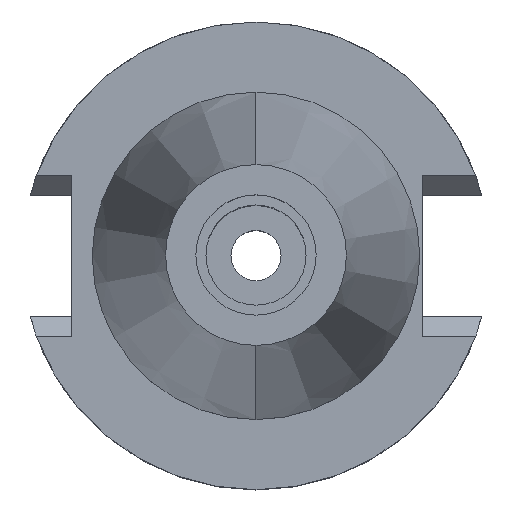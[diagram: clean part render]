
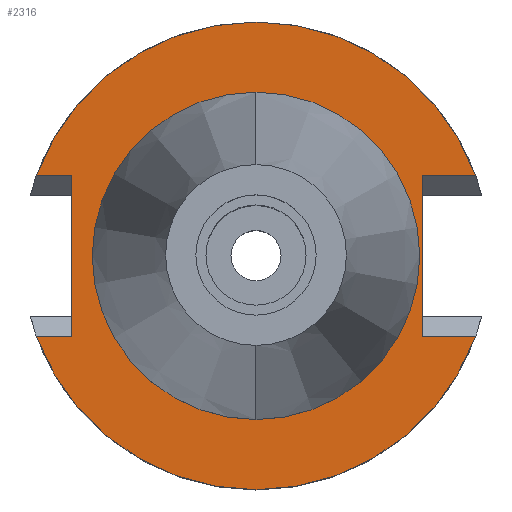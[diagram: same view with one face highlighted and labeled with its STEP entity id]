
A CAD part, top view. The second image highlights one B-rep face of the part: STEP entity #2316.
In plain terms, the highlighted planar face has unit normal (0, 0, 1).
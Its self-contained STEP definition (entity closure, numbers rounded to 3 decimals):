
#94=DIRECTION('',(0.,-1.,0.));
#95=VECTOR('',#94,21.78);
#96=CARTESIAN_POINT('',(22.57,10.89,-1.));
#97=LINE('',#96,#95);
#101=DIRECTION('',(1.,0.,0.));
#102=VECTOR('',#101,7.254);
#103=CARTESIAN_POINT('',(22.57,-10.89,-1.));
#104=LINE('',#103,#102);
#108=CARTESIAN_POINT('',(0.,0.,-1.));
#109=DIRECTION('',(0.,0.,-1.));
#110=DIRECTION('',(0.939,-0.343,0.));
#111=AXIS2_PLACEMENT_3D('',#108,#109,#110);
#116=CARTESIAN_POINT('',(0.,0.,-1.));
#117=DIRECTION('',(0.,0.,-1.));
#118=DIRECTION('',(0.,-1.,0.));
#119=AXIS2_PLACEMENT_3D('',#116,#117,#118);
#124=DIRECTION('',(-1.,0.,0.));
#125=VECTOR('',#124,4.844);
#126=CARTESIAN_POINT('',(-24.98,10.89,-1.));
#127=LINE('',#126,#125);
#131=CARTESIAN_POINT('',(0.,0.,-1.));
#132=DIRECTION('',(0.,0.,-1.));
#133=DIRECTION('',(-0.939,0.343,0.));
#134=AXIS2_PLACEMENT_3D('',#131,#132,#133);
#139=CARTESIAN_POINT('',(0.,0.,-1.));
#140=DIRECTION('',(0.,0.,-1.));
#141=DIRECTION('',(0.,1.,0.));
#142=AXIS2_PLACEMENT_3D('',#139,#140,#141);
#147=CARTESIAN_POINT('',(0.,0.,-1.));
#148=DIRECTION('',(0.,0.,1.));
#149=DIRECTION('',(0.,-1.,0.));
#150=AXIS2_PLACEMENT_3D('',#147,#148,#149);
#155=CARTESIAN_POINT('',(0.,0.,-1.));
#156=DIRECTION('',(0.,0.,1.));
#157=DIRECTION('',(0.,1.,0.));
#158=AXIS2_PLACEMENT_3D('',#155,#156,#157);
#291=DIRECTION('',(1.,0.,0.));
#292=VECTOR('',#291,7.254);
#293=CARTESIAN_POINT('',(22.57,10.89,-1.));
#294=LINE('',#293,#292);
#308=CARTESIAN_POINT('',(29.824,10.89,-1.));
#335=DIRECTION('',(0.,-1.,0.));
#336=VECTOR('',#335,21.78);
#337=CARTESIAN_POINT('',(-24.98,10.89,-1.));
#338=LINE('',#337,#336);
#561=DIRECTION('',(-1.,0.,0.));
#562=VECTOR('',#561,4.844);
#563=CARTESIAN_POINT('',(-24.98,-10.89,-1.));
#564=LINE('',#563,#562);
#575=CARTESIAN_POINT('',(29.824,-10.89,-1.));
#600=CARTESIAN_POINT('',(-29.824,-10.89,-1.));
#2075=CARTESIAN_POINT('',(22.57,-10.89,-1.));
#2076=VERTEX_POINT('',#2075);
#2077=CARTESIAN_POINT('',(22.57,10.89,-1.));
#2078=VERTEX_POINT('',#2077);
#2118=CARTESIAN_POINT('',(-24.98,10.89,-1.));
#2119=VERTEX_POINT('',#2118);
#2120=CARTESIAN_POINT('',(-24.98,-10.89,-1.));
#2121=VERTEX_POINT('',#2120);
#2164=VERTEX_POINT('',#575);
#2165=VERTEX_POINT('',#600);
#2166=CARTESIAN_POINT('',(0.,-31.75,-1.));
#2167=VERTEX_POINT('',#2166);
#2170=VERTEX_POINT('',#308);
#2171=CARTESIAN_POINT('',(0.,31.75,-1.));
#2172=VERTEX_POINT('',#2171);
#2173=CARTESIAN_POINT('',(-29.824,10.89,-1.));
#2174=VERTEX_POINT('',#2173);
#2175=CARTESIAN_POINT('',(0.,-22.225,-1.));
#2176=CARTESIAN_POINT('',(0.,22.225,-1.));
#2177=VERTEX_POINT('',#2175);
#2178=VERTEX_POINT('',#2176);
#2285=CARTESIAN_POINT('',(0.,0.,-1.));
#2286=DIRECTION('',(0.,0.,-1.));
#2287=DIRECTION('',(0.,-1.,0.));
#2288=AXIS2_PLACEMENT_3D('',#2285,#2286,#2287);
#2289=PLANE('',#2288);
#2291=ORIENTED_EDGE('',*,*,#2290,.T.);
#2293=ORIENTED_EDGE('',*,*,#2292,.T.);
#2295=ORIENTED_EDGE('',*,*,#2294,.T.);
#2297=ORIENTED_EDGE('',*,*,#2296,.T.);
#2299=ORIENTED_EDGE('',*,*,#2298,.F.);
#2301=ORIENTED_EDGE('',*,*,#2300,.F.);
#2303=ORIENTED_EDGE('',*,*,#2302,.T.);
#2305=ORIENTED_EDGE('',*,*,#2304,.T.);
#2307=ORIENTED_EDGE('',*,*,#2306,.T.);
#2309=ORIENTED_EDGE('',*,*,#2308,.F.);
#2310=EDGE_LOOP('',(#2291,#2293,#2295,#2297,#2299,#2301,#2303,#2305,#2307,
#2309));
#2311=FACE_OUTER_BOUND('',#2310,.F.);
#2312=ORIENTED_EDGE('',*,*,#2264,.T.);
#2313=ORIENTED_EDGE('',*,*,#2280,.T.);
#2314=EDGE_LOOP('',(#2312,#2313));
#2315=FACE_BOUND('',#2314,.F.);
#112=CIRCLE('',#111,31.75);
#120=CIRCLE('',#119,31.75);
#135=CIRCLE('',#134,31.75);
#143=CIRCLE('',#142,31.75);
#151=CIRCLE('',#150,22.225);
#159=CIRCLE('',#158,22.225);
#2264=EDGE_CURVE('',#2177,#2178,#151,.T.);
#2280=EDGE_CURVE('',#2178,#2177,#159,.T.);
#2290=EDGE_CURVE('',#2078,#2076,#97,.T.);
#2292=EDGE_CURVE('',#2076,#2164,#104,.T.);
#2294=EDGE_CURVE('',#2164,#2167,#112,.T.);
#2296=EDGE_CURVE('',#2167,#2165,#120,.T.);
#2298=EDGE_CURVE('',#2121,#2165,#564,.T.);
#2300=EDGE_CURVE('',#2119,#2121,#338,.T.);
#2302=EDGE_CURVE('',#2119,#2174,#127,.T.);
#2304=EDGE_CURVE('',#2174,#2172,#135,.T.);
#2306=EDGE_CURVE('',#2172,#2170,#143,.T.);
#2308=EDGE_CURVE('',#2078,#2170,#294,.T.);
#2316=ADVANCED_FACE('',(#2311,#2315),#2289,.F.);
